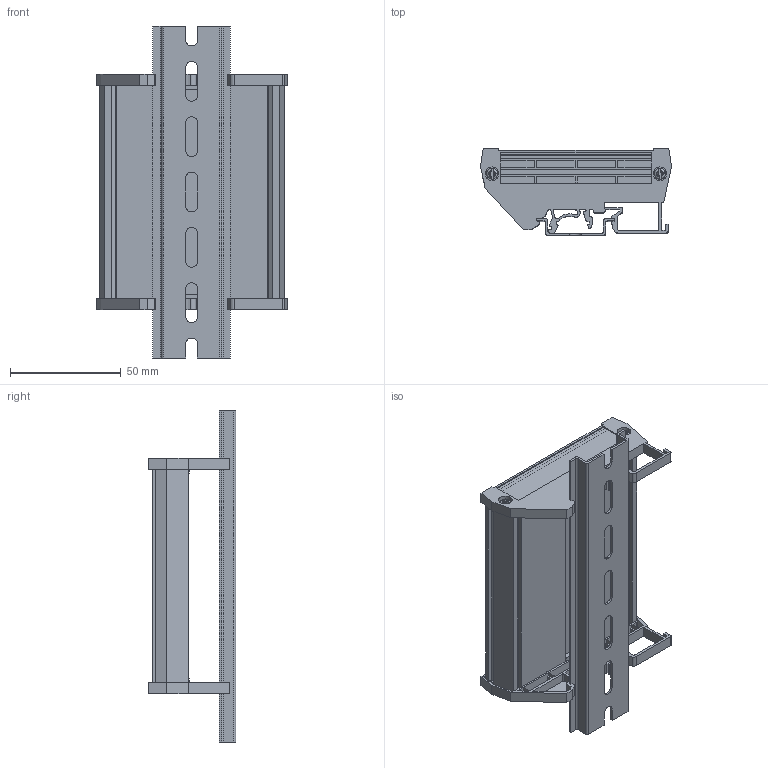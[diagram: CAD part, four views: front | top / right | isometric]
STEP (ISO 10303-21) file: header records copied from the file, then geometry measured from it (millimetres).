
FILE_DESCRIPTION (( 'STEP AP214' ), '1' );
FILE_NAME ('PHSCR-PHRKLR-100.STEP', '2022-01-24T11:28:00', ( '' ), ( '' ), 'SwSTEP 2.0', 'SolidWorks 2017', '' );
FILE_SCHEMA (( 'AUTOMOTIVE_DESIGN' ));
Length unit declared in the file: millimetre
Products named in the file (16): Side Screw; Profile - 72-300; PCB-73_PCB -100; Rail-150; PHSFL; PCB-73; PHSCR-PHRKLR-100; Profile - 72-300_Length-100; Rail-150_Rail Length - 100; PHSFR
Assembly tree (9 placements, depth 2):
  Side Screw
  Profile - 72-300
  Side Screw
  Rail-150
  PCB-73
Bounding box: 86.36 x 39.5 x 150 mm (x, y, z)
Volume: 54360.3 mm3; surface area: 81587.8 mm2
Topology: 9 solids, 9 shells, 817 faces, 2258 edges, 1491 vertices
Faces by surface type: plane 612, cylinder 157, cone 20, bspline 16, torus 12
Entity records: 25062 total; most frequent: CARTESIAN_POINT 4402, ORIENTED_EDGE 4138, DIRECTION 3833, EDGE_CURVE 2069, LINE 1735, VECTOR 1735, VERTEX_POINT 1374, AXIS2_PLACEMENT_3D 1049
